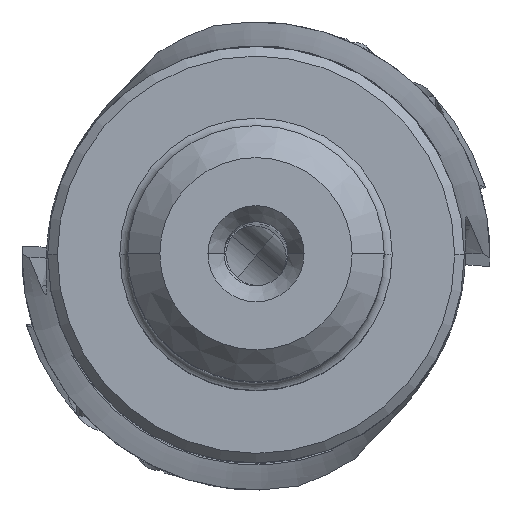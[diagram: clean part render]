
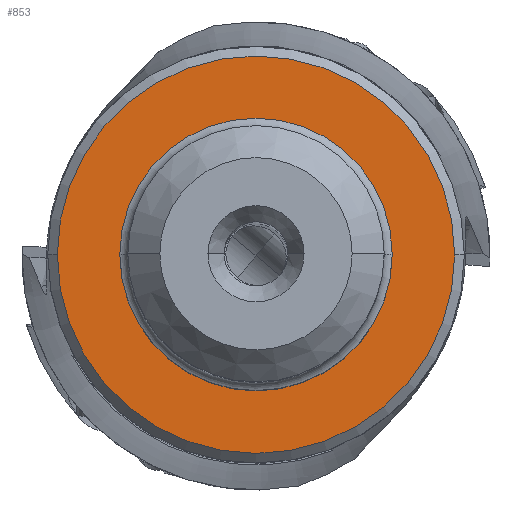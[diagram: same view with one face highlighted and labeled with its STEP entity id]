
A CAD part, top view. The second image highlights one B-rep face of the part: STEP entity #853.
In plain terms, the highlighted planar face has unit normal (0, 0, 1).
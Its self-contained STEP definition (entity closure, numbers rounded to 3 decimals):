
#207=FACE_BOUND('',#1387,.T.);
#208=FACE_BOUND('',#1388,.T.);
#266=PLANE('',#5172);
#853=ADVANCED_FACE('',(#207,#208),#266,.T.);
#1387=EDGE_LOOP('',(#2974,#2975,#2976,#2977));
#1388=EDGE_LOOP('',(#2978,#2979));
#1859=CIRCLE('',#5165,6.2);
#1860=CIRCLE('',#5166,6.2);
#1861=CIRCLE('',#5168,6.2);
#1862=CIRCLE('',#5169,6.2);
#1863=CIRCLE('',#5170,4.25);
#1864=CIRCLE('',#5171,4.25);
#2974=ORIENTED_EDGE('',*,*,#4417,.T.);
#2975=ORIENTED_EDGE('',*,*,#4416,.F.);
#2976=ORIENTED_EDGE('',*,*,#4418,.T.);
#2977=ORIENTED_EDGE('',*,*,#4419,.F.);
#2978=ORIENTED_EDGE('',*,*,#4420,.F.);
#2979=ORIENTED_EDGE('',*,*,#4421,.F.);
#3764=VERTEX_POINT('',#10377);
#3765=VERTEX_POINT('',#10379);
#3766=VERTEX_POINT('',#10381);
#3767=VERTEX_POINT('',#10385);
#3768=VERTEX_POINT('',#10388);
#3769=VERTEX_POINT('',#10389);
#4416=EDGE_CURVE('',#3765,#3766,#1859,.T.);
#4417=EDGE_CURVE('',#3764,#3766,#1860,.T.);
#4418=EDGE_CURVE('',#3765,#3767,#1861,.T.);
#4419=EDGE_CURVE('',#3764,#3767,#1862,.T.);
#4420=EDGE_CURVE('',#3768,#3769,#1863,.T.);
#4421=EDGE_CURVE('',#3769,#3768,#1864,.T.);
#5165=AXIS2_PLACEMENT_3D('',#10380,#6186,#6187);
#5166=AXIS2_PLACEMENT_3D('',#10382,#6188,#6189);
#5168=AXIS2_PLACEMENT_3D('',#10384,#6192,#6193);
#5169=AXIS2_PLACEMENT_3D('',#10386,#6194,#6195);
#5170=AXIS2_PLACEMENT_3D('',#10387,#6196,#6197);
#5171=AXIS2_PLACEMENT_3D('',#10390,#6198,#6199);
#5172=AXIS2_PLACEMENT_3D('',#10391,#6200,#6201);
#6186=DIRECTION('',(0.,0.,-1.));
#6187=DIRECTION('',(-1.,0.001,0.));
#6188=DIRECTION('',(0.,0.,1.));
#6189=DIRECTION('',(-1.,0.001,0.));
#6192=DIRECTION('',(0.,0.,1.));
#6193=DIRECTION('',(1.,-0.001,0.));
#6194=DIRECTION('',(0.,0.,-1.));
#6195=DIRECTION('',(1.,-0.001,0.));
#6196=DIRECTION('',(0.,0.,1.));
#6197=DIRECTION('',(1.,0.,0.));
#6198=DIRECTION('',(0.,0.,1.));
#6199=DIRECTION('',(-1.,0.,0.));
#6200=DIRECTION('',(0.,0.,1.));
#6201=DIRECTION('',(1.,0.,0.));
#10377=CARTESIAN_POINT('',(6.2,0.,0.));
#10379=CARTESIAN_POINT('',(-6.2,0.,0.));
#10380=CARTESIAN_POINT('',(0.,0.,0.));
#10381=CARTESIAN_POINT('',(-6.2,0.008,0.));
#10382=CARTESIAN_POINT('',(0.,0.,0.));
#10384=CARTESIAN_POINT('',(0.,0.,0.));
#10385=CARTESIAN_POINT('',(6.2,-0.008,0.));
#10386=CARTESIAN_POINT('',(0.,0.,0.));
#10387=CARTESIAN_POINT('',(0.,0.,0.));
#10388=CARTESIAN_POINT('',(4.25,0.,0.));
#10389=CARTESIAN_POINT('',(-4.25,0.,0.));
#10390=CARTESIAN_POINT('',(0.,0.,0.));
#10391=CARTESIAN_POINT('',(0.,0.,0.));
